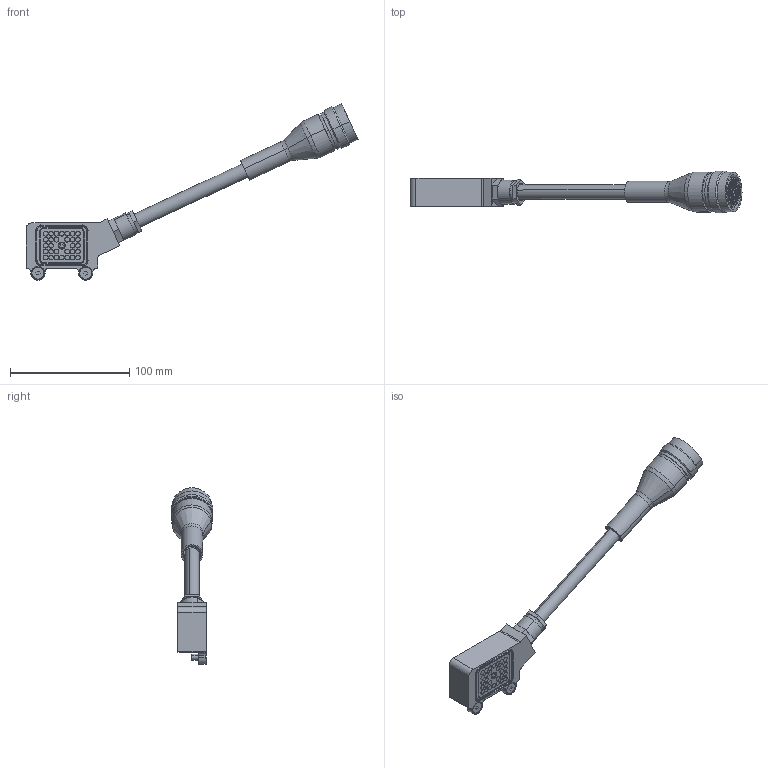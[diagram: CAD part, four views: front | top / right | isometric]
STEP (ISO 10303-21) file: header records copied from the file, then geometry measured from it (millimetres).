
FILE_DESCRIPTION (( 'STEP AP203' ), '1' );
FILE_NAME ('P1378.STEP', '2019-08-13T10:42:34', ( 'admin' ), ( '' ), 'SwSTEP 2.0', 'SolidWorks 2017', '' );
FILE_SCHEMA (( 'CONFIG_CONTROL_DESIGN' ));
Length unit declared in the file: millimetre
Products named in the file (1): P1378
Bounding box: 277.99 x 35 x 147.8 mm (x, y, z)
Volume: 117435.8 mm3; surface area: 70281.5 mm2
Topology: 71 solids, 71 shells, 930 faces, 1993 edges, 1249 vertices
Faces by surface type: cylinder 543, plane 261, cone 98, torus 28
Entity records: 25716 total; most frequent: DIRECTION 4997, CARTESIAN_POINT 4167, ORIENTED_EDGE 3974, AXIS2_PLACEMENT_3D 2079, EDGE_CURVE 1987, VERTEX_POINT 1249, EDGE_LOOP 1178, CIRCLE 1148
